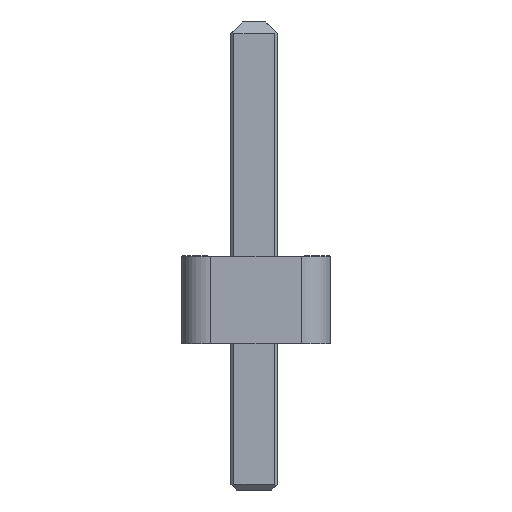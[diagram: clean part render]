
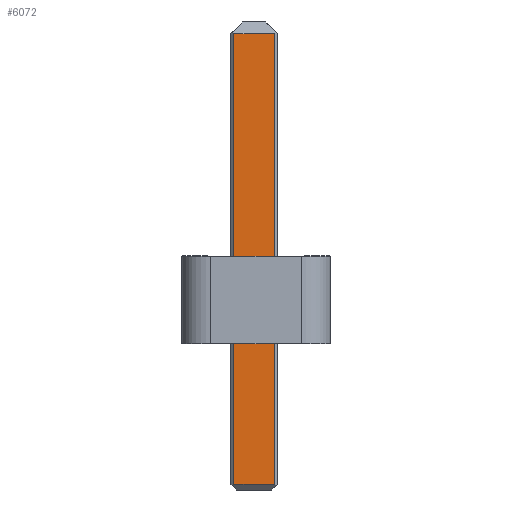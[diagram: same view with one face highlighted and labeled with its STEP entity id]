
A CAD part, left-side view. The second image highlights one B-rep face of the part: STEP entity #6072.
In plain terms, the highlighted planar face has unit normal (-1, 0, 0).
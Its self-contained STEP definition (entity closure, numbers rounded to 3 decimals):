
#512=FACE_OUTER_BOUND('',#852,.T.);
#852=EDGE_LOOP('',(#5433,#5434,#5435,#5436));
#1570=LINE('',#9747,#2330);
#1598=LINE('',#9802,#2358);
#1604=LINE('',#9815,#2364);
#1610=LINE('',#9826,#2370);
#2330=VECTOR('',#8025,10.);
#2358=VECTOR('',#8067,10.);
#2364=VECTOR('',#8079,10.);
#2370=VECTOR('',#8089,10.);
#2906=VERTEX_POINT('',#9744);
#2907=VERTEX_POINT('',#9746);
#2927=VERTEX_POINT('',#9800);
#2931=VERTEX_POINT('',#9814);
#3730=EDGE_CURVE('',#2906,#2907,#1570,.T.);
#3758=EDGE_CURVE('',#2927,#2906,#1598,.T.);
#3764=EDGE_CURVE('',#2907,#2931,#1604,.T.);
#3770=EDGE_CURVE('',#2931,#2927,#1610,.T.);
#5433=ORIENTED_EDGE('',*,*,#3730,.F.);
#5434=ORIENTED_EDGE('',*,*,#3758,.F.);
#5435=ORIENTED_EDGE('',*,*,#3770,.F.);
#5436=ORIENTED_EDGE('',*,*,#3764,.F.);
#5742=PLANE('',#6516);
#6072=ADVANCED_FACE('',(#512),#5742,.T.);
#6516=AXIS2_PLACEMENT_3D('',#9830,#8092,#8093);
#8025=DIRECTION('',(0.,1.,0.));
#8067=DIRECTION('',(0.,0.,-1.));
#8079=DIRECTION('',(0.,0.,1.));
#8089=DIRECTION('',(0.,-1.,0.));
#8092=DIRECTION('center_axis',(-1.,0.,0.));
#8093=DIRECTION('ref_axis',(0.,0.,1.));
#9744=CARTESIAN_POINT('',(-11.8,-0.32,-2.4));
#9746=CARTESIAN_POINT('',(-11.8,0.38,-2.4));
#9747=CARTESIAN_POINT('',(-11.8,-0.32,-2.4));
#9800=CARTESIAN_POINT('',(-11.8,-0.32,5.3));
#9802=CARTESIAN_POINT('',(-11.8,-0.32,5.3));
#9814=CARTESIAN_POINT('',(-11.8,0.38,5.3));
#9815=CARTESIAN_POINT('',(-11.8,0.38,-2.4));
#9826=CARTESIAN_POINT('',(-11.8,0.38,5.3));
#9830=CARTESIAN_POINT('Origin',(-11.8,0.03,-2.41));
